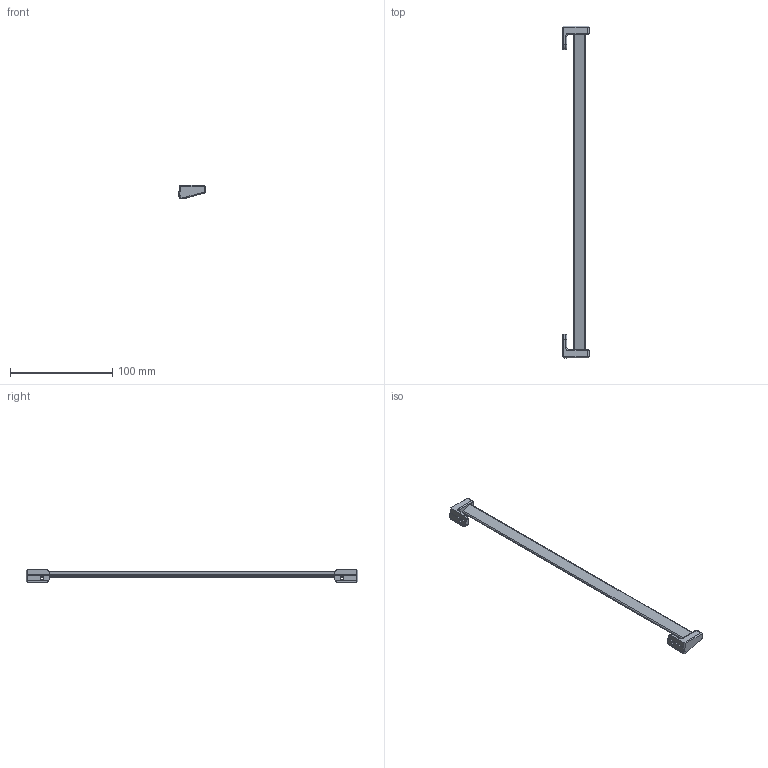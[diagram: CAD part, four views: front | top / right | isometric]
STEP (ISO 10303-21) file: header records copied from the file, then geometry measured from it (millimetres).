
FILE_DESCRIPTION(/* description */ (''),/* implementation_level */ '2;1');
FILE_NAME(/* name */ 'LED fixation.stp',/* time_stamp */ '2021-11-20T22:30:24+01:00',/* author */ (''),/* organization */ (''),/* preprocessor_version */ 'ST-DEVELOPER v16.7',/* originating_system */ 'SIEMENS PLM Software NX 12.0',/* authorisation */ '');
FILE_SCHEMA (('AUTOMOTIVE_DESIGN { 1 0 10303 214 3 1 1 1 }'));
Length unit declared in the file: millimetre
Products named in the file (1): Kuba5640D0CFw2gv
Bounding box: 26 x 324 x 13.5 mm (x, y, z)
Volume: 15540.8 mm3; surface area: 12286.8 mm2
Topology: 3 solids, 3 shells, 106 faces, 248 edges, 150 vertices
Faces by surface type: plane 60, cylinder 28, torus 8, bspline 6, cone 4
Full cylindrical faces by diameter (mm): 3.4 x2
Entity records: 3122 total; most frequent: CARTESIAN_POINT 633, DIRECTION 524, ORIENTED_EDGE 492, EDGE_CURVE 246, AXIS2_PLACEMENT_3D 181, LINE 162, VECTOR 162, VERTEX_POINT 150
